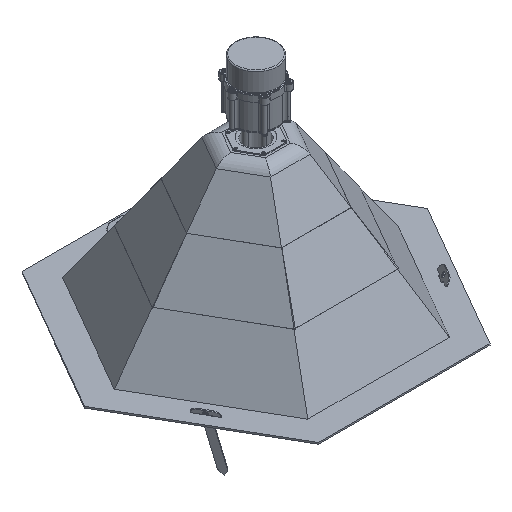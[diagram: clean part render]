
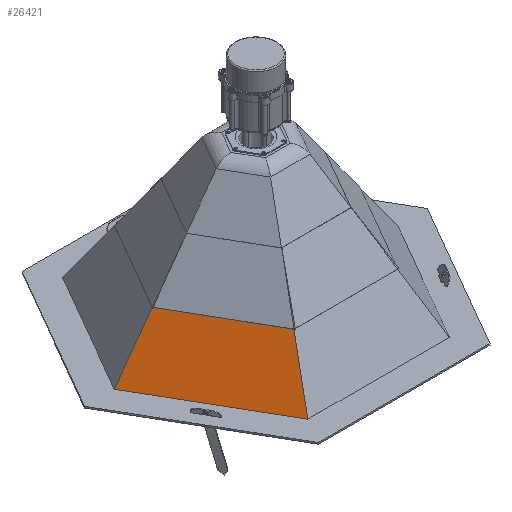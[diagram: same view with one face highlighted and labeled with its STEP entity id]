
A CAD part, isometric view. The second image highlights one B-rep face of the part: STEP entity #26421.
In plain terms, the highlighted planar face has unit normal (-0.732, -0.423, 0.534).
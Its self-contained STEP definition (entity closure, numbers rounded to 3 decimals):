
#93 = DIRECTION ( 'NONE',  ( 0.589, 0., 0.808 ) ) ;
#172 = LINE ( 'NONE', #8281, #19214 ) ;
#595 = CARTESIAN_POINT ( 'NONE',  ( -209.777, 0., -191.76 ) ) ;
#757 = ORIENTED_EDGE ( 'NONE', *, *, #15010, .T. ) ;
#1311 = CARTESIAN_POINT ( 'NONE',  ( -214.866, -124.053, -297. ) ) ;
#1379 = VECTOR ( 'NONE', #6072, 1000. ) ;
#1425 = VECTOR ( 'NONE', #3103, 1000. ) ;
#1455 = AXIS2_PLACEMENT_3D ( 'NONE', #29828, #14945, #93 ) ;
#1529 = EDGE_LOOP ( 'NONE', ( #22720, #11904, #757, #19066 ) ) ;
#3068 = VERTEX_POINT ( 'NONE', #24719 ) ;
#3103 = DIRECTION ( 'NONE',  ( 0.5, -0.866, 0. ) ) ;
#6072 = DIRECTION ( 'NONE',  ( -0.295, -0.51, -0.808 ) ) ;
#8281 = CARTESIAN_POINT ( 'NONE',  ( -70., 0., 0. ) ) ;
#8349 = CARTESIAN_POINT ( 'NONE',  ( -286.488, 0., -297. ) ) ;
#9633 = VECTOR ( 'NONE', #18677, 1000. ) ;
#10938 = CARTESIAN_POINT ( 'NONE',  ( -35., -60.622, 0. ) ) ;
#11799 = VERTEX_POINT ( 'NONE', #30522 ) ;
#11904 = ORIENTED_EDGE ( 'NONE', *, *, #23895, .F. ) ;
#13423 = EDGE_CURVE ( 'NONE', #25679, #11799, #14588, .T. ) ;
#14052 = FACE_OUTER_BOUND ( 'NONE', #1529, .T. ) ;
#14588 = LINE ( 'NONE', #10938, #1379 ) ;
#14945 = DIRECTION ( 'NONE',  ( -0.732, -0.423, 0.534 ) ) ;
#15010 = EDGE_CURVE ( 'NONE', #3068, #16666, #172, .T. ) ;
#16114 = CARTESIAN_POINT ( 'NONE',  ( -104.889, -181.673, -191.76 ) ) ;
#16666 = VERTEX_POINT ( 'NONE', #8349 ) ;
#18158 = DIRECTION ( 'NONE',  ( -0.589, 0., -0.808 ) ) ;
#18677 = DIRECTION ( 'NONE',  ( 0.5, -0.866, 0. ) ) ;
#19066 = ORIENTED_EDGE ( 'NONE', *, *, #22871, .T. ) ;
#19214 = VECTOR ( 'NONE', #18158, 1000. ) ;
#19858 = PLANE ( 'NONE',  #1455 ) ;
#20461 = LINE ( 'NONE', #595, #1425 ) ;
#22720 = ORIENTED_EDGE ( 'NONE', *, *, #13423, .F. ) ;
#22871 = EDGE_CURVE ( 'NONE', #16666, #11799, #27840, .T. ) ;
#23895 = EDGE_CURVE ( 'NONE', #3068, #25679, #20461, .T. ) ;
#24719 = CARTESIAN_POINT ( 'NONE',  ( -209.777, 0., -191.76 ) ) ;
#25679 = VERTEX_POINT ( 'NONE', #16114 ) ;
#26421 = ADVANCED_FACE ( 'NONE', ( #14052 ), #19858, .T. ) ;
#27840 = LINE ( 'NONE', #1311, #9633 ) ;
#29828 = CARTESIAN_POINT ( 'NONE',  ( -37.54, -21.674, 27.364 ) ) ;
#30522 = CARTESIAN_POINT ( 'NONE',  ( -143.244, -248.106, -297. ) ) ;
